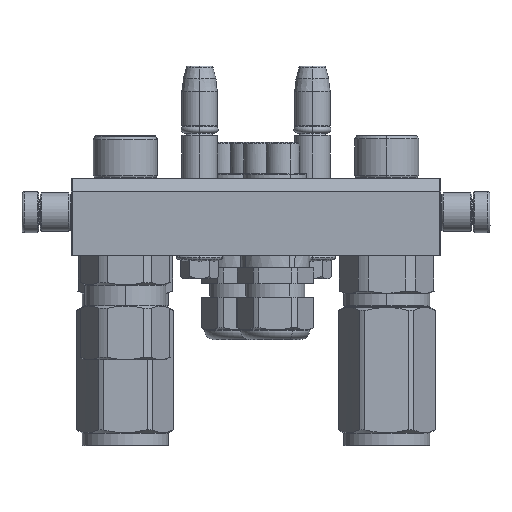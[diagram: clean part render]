
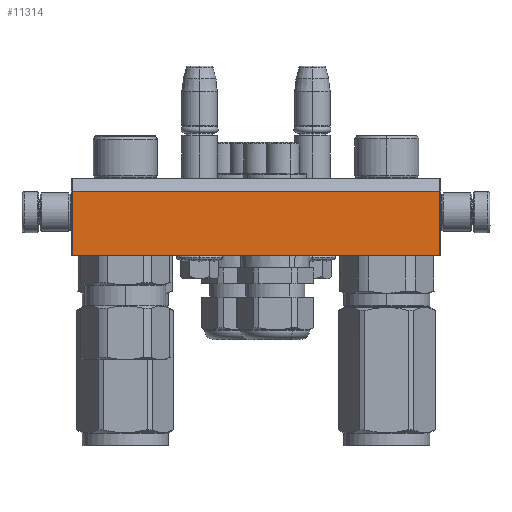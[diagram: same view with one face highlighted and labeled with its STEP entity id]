
A CAD part, left-side view. The second image highlights one B-rep face of the part: STEP entity #11314.
In plain terms, the highlighted face is planar.
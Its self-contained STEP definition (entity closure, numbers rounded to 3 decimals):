
#2383 = ORIENTED_EDGE ( 'NONE', *, *, #80137, .T. ) ;
#2734 = DIRECTION ( 'NONE',  ( -1., 0., 0. ) ) ;
#3197 = DIRECTION ( 'NONE',  ( 0., 0., -1. ) ) ;
#8818 = CARTESIAN_POINT ( 'NONE',  ( 0.5, 5., -90. ) ) ;
#9655 = LINE ( 'NONE', #86393, #55998 ) ;
#11314 = ADVANCED_FACE ( 'NONE', ( #91307 ), #68914, .T. ) ;
#15222 = CARTESIAN_POINT ( 'NONE',  ( 0.5, 30., -90. ) ) ;
#15399 = DIRECTION ( 'NONE',  ( 0., 1., 0. ) ) ;
#19617 = EDGE_CURVE ( 'NONE', #46140, #35258, #77899, .T. ) ;
#19805 = LINE ( 'NONE', #74779, #75238 ) ;
#21299 = EDGE_CURVE ( 'NONE', #35258, #58402, #9655, .T. ) ;
#21317 = DIRECTION ( 'NONE',  ( -1., 0., 0. ) ) ;
#23969 = CARTESIAN_POINT ( 'NONE',  ( 0.5, 5., -90. ) ) ;
#25708 = ORIENTED_EDGE ( 'NONE', *, *, #21299, .F. ) ;
#26750 = VECTOR ( 'NONE', #15399, 1000. ) ;
#29454 = EDGE_LOOP ( 'NONE', ( #25708, #30535, #60791, #2383 ) ) ;
#30535 = ORIENTED_EDGE ( 'NONE', *, *, #19617, .F. ) ;
#31664 = VECTOR ( 'NONE', #70949, 1000. ) ;
#34988 = EDGE_CURVE ( 'NONE', #46140, #38270, #19805, .T. ) ;
#35258 = VERTEX_POINT ( 'NONE', #64257 ) ;
#38270 = VERTEX_POINT ( 'NONE', #23969 ) ;
#46140 = VERTEX_POINT ( 'NONE', #71949 ) ;
#49379 = AXIS2_PLACEMENT_3D ( 'NONE', #90040, #3197, #74943 ) ;
#55998 = VECTOR ( 'NONE', #21317, 1000. ) ;
#58402 = VERTEX_POINT ( 'NONE', #15222 ) ;
#60791 = ORIENTED_EDGE ( 'NONE', *, *, #34988, .T. ) ;
#64257 = CARTESIAN_POINT ( 'NONE',  ( 143.5, 30., -90. ) ) ;
#68914 = PLANE ( 'NONE',  #49379 ) ;
#70949 = DIRECTION ( 'NONE',  ( 0., 1., 0. ) ) ;
#71949 = CARTESIAN_POINT ( 'NONE',  ( 143.5, 5., -90. ) ) ;
#74779 = CARTESIAN_POINT ( 'NONE',  ( 143.5, 5., -90. ) ) ;
#74943 = DIRECTION ( 'NONE',  ( -1., 0., 0. ) ) ;
#75238 = VECTOR ( 'NONE', #2734, 1000. ) ;
#77899 = LINE ( 'NONE', #92690, #31664 ) ;
#80137 = EDGE_CURVE ( 'NONE', #38270, #58402, #86690, .T. ) ;
#86393 = CARTESIAN_POINT ( 'NONE',  ( 143.5, 30., -90. ) ) ;
#86690 = LINE ( 'NONE', #8818, #26750 ) ;
#90040 = CARTESIAN_POINT ( 'NONE',  ( 144., 0., -90. ) ) ;
#91307 = FACE_OUTER_BOUND ( 'NONE', #29454, .T. ) ;
#92690 = CARTESIAN_POINT ( 'NONE',  ( 143.5, 5., -90. ) ) ;
